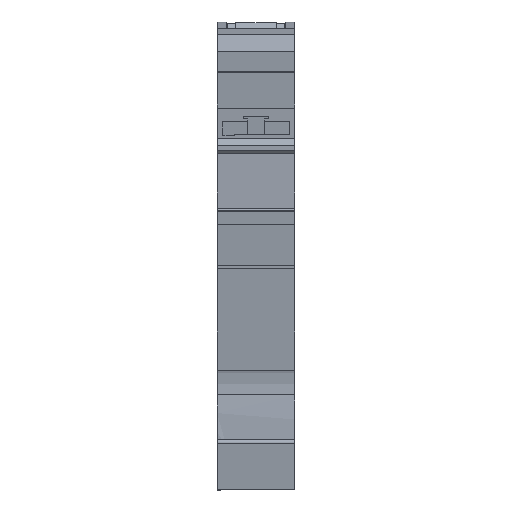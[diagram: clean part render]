
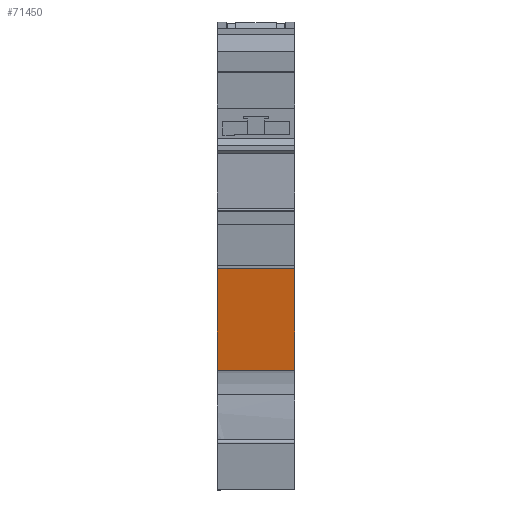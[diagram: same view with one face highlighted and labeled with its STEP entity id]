
A CAD part, front view. The second image highlights one B-rep face of the part: STEP entity #71450.
In plain terms, the highlighted face is planar.
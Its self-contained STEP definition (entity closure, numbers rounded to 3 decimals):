
#2050=CARTESIAN_POINT('',(-48.773,20.281,
-45.52));
#2060=VERTEX_POINT('',#2050);
#2090=CARTESIAN_POINT('',(-48.773,0.,
-45.52));
#2100=DIRECTION('',(0.,1.,0.));
#2110=VECTOR('',#2100,1.);
#2120=LINE('',#2090,#2110);
#2130=CARTESIAN_POINT('',(-48.773,31.018,
-45.52));
#2140=VERTEX_POINT('',#2130);
#2150=EDGE_CURVE('',#2060,#2140,#2120,.T.);
#12940=CARTESIAN_POINT('',(-48.773,31.018,
-53.67));
#12950=VERTEX_POINT('',#12940);
#12980=CARTESIAN_POINT('',(-48.773,0.,
-53.67));
#12990=DIRECTION('',(0.,1.,0.));
#13000=VECTOR('',#12990,1.);
#13010=LINE('',#12980,#13000);
#13020=CARTESIAN_POINT('',(-48.773,20.281,
-53.67));
#13030=VERTEX_POINT('',#13020);
#13040=EDGE_CURVE('',#13030,#12950,#13010,.T.);
#71240=CARTESIAN_POINT('',(-48.773,29.418,
-54.485));
#71250=DIRECTION('',(1.,0.,0.));
#71260=DIRECTION('',(0.,-1.,0.));
#71270=AXIS2_PLACEMENT_3D('',#71240,#71250,#71260);
#71280=PLANE('',#71270);
#71290=CARTESIAN_POINT('',(-48.773,20.281,
-54.485));
#71300=DIRECTION('',(0.,0.,-1.));
#71310=VECTOR('',#71300,1.);
#71320=LINE('',#71290,#71310);
#71330=EDGE_CURVE('',#2060,#13030,#71320,.T.);
#71340=ORIENTED_EDGE('',*,*,#71330,.F.);
#71350=ORIENTED_EDGE('',*,*,#13040,.F.);
#71360=CARTESIAN_POINT('',(-48.773,31.018,
0.));
#71370=DIRECTION('',(0.,0.,1.));
#71380=VECTOR('',#71370,1.);
#71390=LINE('',#71360,#71380);
#71400=EDGE_CURVE('',#12950,#2140,#71390,.T.);
#71410=ORIENTED_EDGE('',*,*,#71400,.F.);
#71420=ORIENTED_EDGE('',*,*,#2150,.T.);
#71430=EDGE_LOOP('',(#71420,#71410,#71350,#71340));
#71440=FACE_OUTER_BOUND('',#71430,.T.);
#71450=ADVANCED_FACE('',(#71440),#71280,.F.);
